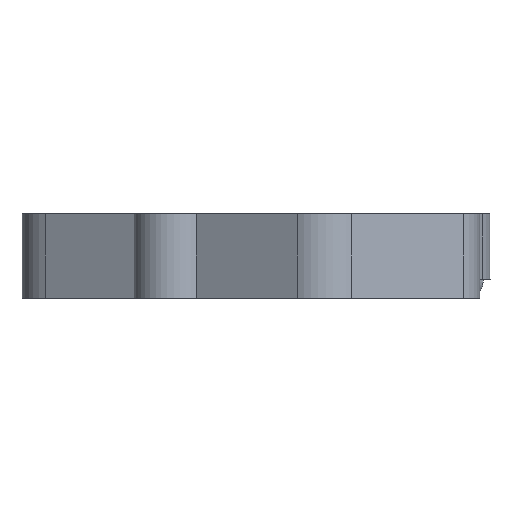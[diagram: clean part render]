
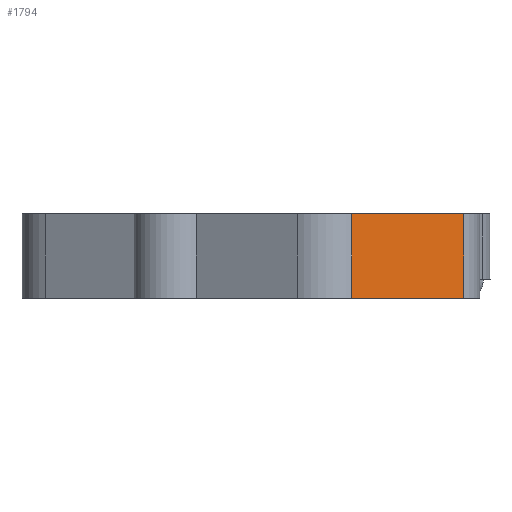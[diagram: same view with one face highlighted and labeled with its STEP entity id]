
A CAD part, front view. The second image highlights one B-rep face of the part: STEP entity #1794.
In plain terms, the highlighted planar face has unit normal (0.652, -0.758, 0).
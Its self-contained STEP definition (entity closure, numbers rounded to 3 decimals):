
#137=PLANE('',#1989);
#223=FACE_OUTER_BOUND('',#335,.T.);
#335=EDGE_LOOP('',(#1576,#1577,#1578,#1579));
#373=LINE('',#2556,#525);
#459=LINE('',#2862,#611);
#486=LINE('',#3231,#638);
#487=LINE('',#3233,#639);
#525=VECTOR('',#2040,10.);
#611=VECTOR('',#2302,10.);
#638=VECTOR('',#2433,10.);
#639=VECTOR('',#2436,10.);
#763=VERTEX_POINT('',#2553);
#764=VERTEX_POINT('',#2555);
#866=VERTEX_POINT('',#2859);
#867=VERTEX_POINT('',#2861);
#935=EDGE_CURVE('',#763,#764,#373,.F.);
#1074=EDGE_CURVE('',#867,#866,#459,.T.);
#1153=EDGE_CURVE('',#867,#763,#486,.T.);
#1154=EDGE_CURVE('',#866,#764,#487,.T.);
#1576=ORIENTED_EDGE('',*,*,#1074,.T.);
#1577=ORIENTED_EDGE('',*,*,#1154,.T.);
#1578=ORIENTED_EDGE('',*,*,#935,.F.);
#1579=ORIENTED_EDGE('',*,*,#1153,.F.);
#1794=ADVANCED_FACE('',(#223),#137,.T.);
#1989=AXIS2_PLACEMENT_3D('',#3232,#2434,#2435);
#2040=DIRECTION('',(-0.758,-0.652,0.));
#2302=DIRECTION('',(0.758,0.652,0.));
#2433=DIRECTION('',(0.,0.,1.));
#2434=DIRECTION('center_axis',(0.652,-0.758,0.));
#2435=DIRECTION('ref_axis',(0.758,0.652,0.));
#2436=DIRECTION('',(0.,0.,1.));
#2553=CARTESIAN_POINT('',(-8.613,-3.073,13.));
#2555=CARTESIAN_POINT('',(3.269,7.149,13.));
#2556=CARTESIAN_POINT('',(2.354,6.362,13.));
#2859=CARTESIAN_POINT('',(3.269,7.149,4.));
#2861=CARTESIAN_POINT('',(-8.613,-3.073,4.));
#2862=CARTESIAN_POINT('',(-3.984,0.91,4.));
#3231=CARTESIAN_POINT('',(-8.613,-3.073,-7.));
#3232=CARTESIAN_POINT('Origin',(-8.613,-3.073,-7.));
#3233=CARTESIAN_POINT('',(3.269,7.149,-7.));
